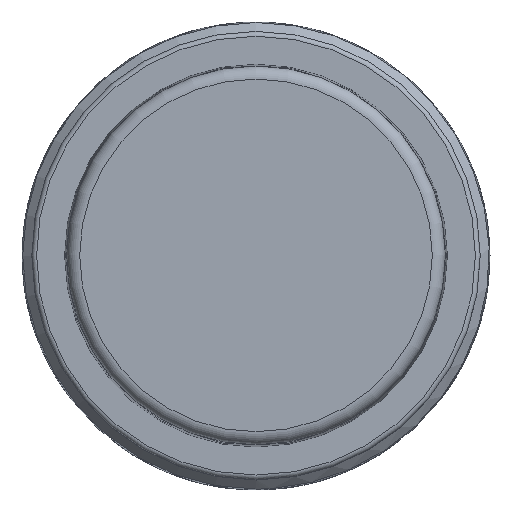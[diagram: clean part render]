
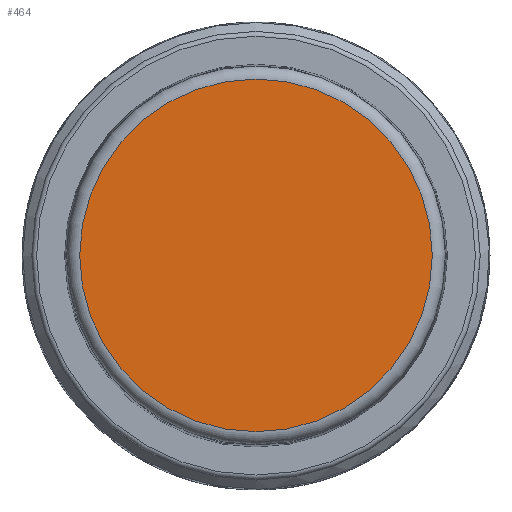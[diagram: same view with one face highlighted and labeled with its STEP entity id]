
A CAD part, top view. The second image highlights one B-rep face of the part: STEP entity #464.
In plain terms, the highlighted planar face has unit normal (0, 0, 1).
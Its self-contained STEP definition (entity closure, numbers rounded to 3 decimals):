
#464 = ADVANCED_FACE( '', ( #1266 ), #1267, .T. );
#1266 = FACE_OUTER_BOUND( '', #2469, .T. );
#1267 = PLANE( '', #2470 );
#2469 = EDGE_LOOP( '', ( #4358 ) );
#2470 = AXIS2_PLACEMENT_3D( '', #4359, #4360, #4361 );
#4358 = ORIENTED_EDGE( '', *, *, #7684, .T. );
#4359 = CARTESIAN_POINT( '', ( 0., 0., 37. ) );
#4360 = DIRECTION( '', ( 0., 0., 1. ) );
#4361 = DIRECTION( '', ( -1., 0., 0. ) );
#7684 = EDGE_CURVE( '', #9193, #9193, #9194, .T. );
#9193 = VERTEX_POINT( '', #11414 );
#9194 = CIRCLE( '', #11415, 10.85 );
#11414 = CARTESIAN_POINT( '', ( -10.85, 0., 37. ) );
#11415 = AXIS2_PLACEMENT_3D( '', #14704, #14705, #14706 );
#14704 = CARTESIAN_POINT( '', ( 0., 0., 37. ) );
#14705 = DIRECTION( '', ( 0., 0., 1. ) );
#14706 = DIRECTION( '', ( -1., 0., 0. ) );
